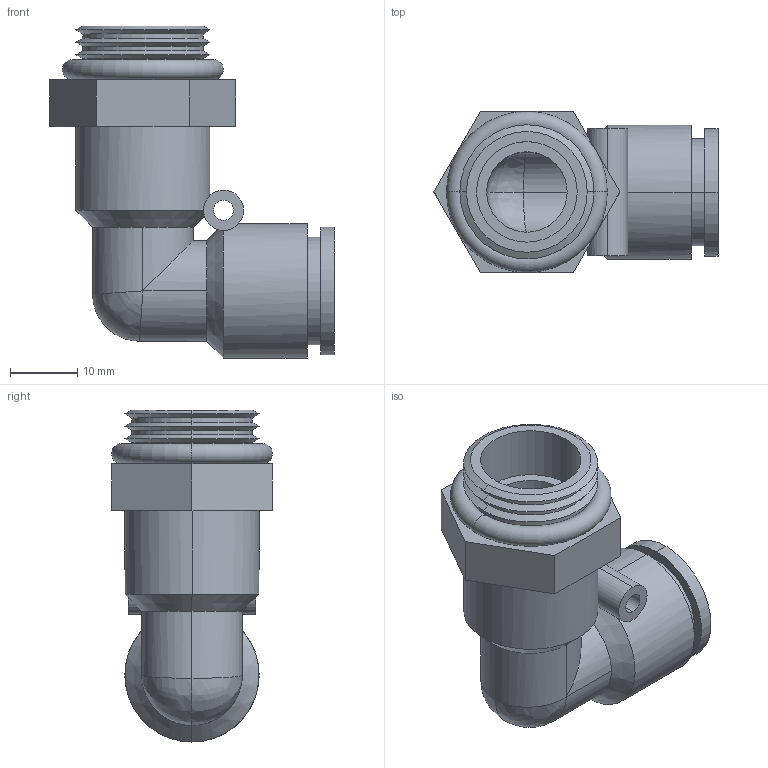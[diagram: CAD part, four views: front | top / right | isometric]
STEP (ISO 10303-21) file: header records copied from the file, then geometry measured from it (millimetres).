
FILE_DESCRIPTION (( 'STEP AP214' ), '1' );
FILE_NAME ('12mm x G1-2 Corner.STEP', '2020-09-19T06:07:39', ( '' ), ( '' ), 'SwSTEP 2.0', 'SolidWorks 2020', '' );
FILE_SCHEMA (( 'AUTOMOTIVE_DESIGN' ));
Length unit declared in the file: millimetre
Products named in the file (1): 12mm  x G1-2  Corner
Bounding box: 42.36 x 24 x 49.5 mm (x, y, z)
Volume: 11646.4 mm3; surface area: 8613.3 mm2
Topology: 1 solids, 1 shells, 69 faces, 159 edges, 92 vertices
Faces by surface type: cylinder 32, cone 16, plane 15, bspline 4, torus 2
Entity records: 2733 total; most frequent: CARTESIAN_POINT 711, DIRECTION 331, ORIENTED_EDGE 310, EDGE_CURVE 155, AXIS2_PLACEMENT_3D 132, VERTEX_POINT 92, EDGE_LOOP 79, ADVANCED_FACE 69
